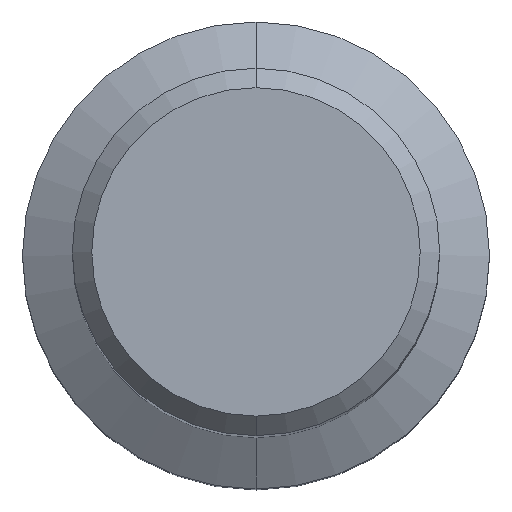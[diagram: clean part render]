
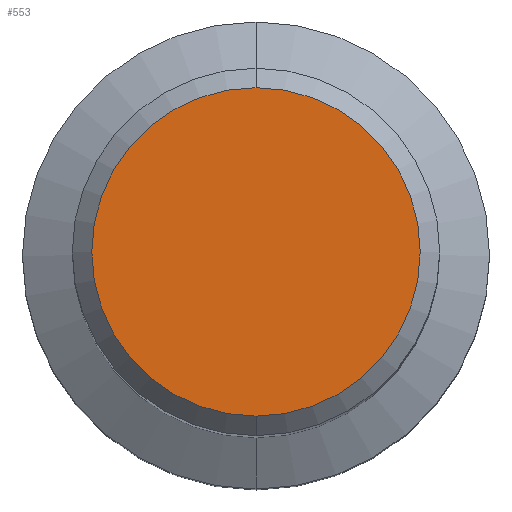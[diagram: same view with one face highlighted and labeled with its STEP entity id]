
A CAD part, top view. The second image highlights one B-rep face of the part: STEP entity #553.
In plain terms, the highlighted planar face has unit normal (0, 0, 1).
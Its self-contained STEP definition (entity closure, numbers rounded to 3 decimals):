
#219=VERTEX_POINT('',#606);
#333=EDGE_CURVE('',#461,#219,#731,.T.);
#461=VERTEX_POINT('',#871);
#509=EDGE_CURVE('',#219,#461,#923,.T.);
#553=ADVANCED_FACE('',(#975),#976,.T.);
#606=CARTESIAN_POINT('',(0.,-6.699,0.0));
#731=CIRCLE('',#1237,6.699);
#871=CARTESIAN_POINT('',(0.0,6.699,0.0));
#923=CIRCLE('',#1678,6.699);
#975=FACE_OUTER_BOUND('',#1742,.T.);
#976=PLANE('',#1743);
#1237=AXIS2_PLACEMENT_3D('',#1962,#1963,#1964);
#1678=AXIS2_PLACEMENT_3D('',#2178,#2179,#2180);
#1742=EDGE_LOOP('',(#2260,#2261));
#1743=AXIS2_PLACEMENT_3D('',#2262,#2263,#2264);
#1962=CARTESIAN_POINT('',(0.0,0.0,0.0));
#1963=DIRECTION('',(0.0,0.0,-1.0));
#1964=DIRECTION('',(0.0,1.0,0.0));
#2178=CARTESIAN_POINT('',(0.0,0.0,0.0));
#2179=DIRECTION('',(0.0,0.0,-1.0));
#2180=DIRECTION('',(0.0,1.0,0.0));
#2260=ORIENTED_EDGE('',*,*,#333,.F.);
#2261=ORIENTED_EDGE('',*,*,#509,.F.);
#2262=CARTESIAN_POINT('',(0.0,3.35,0.0));
#2263=DIRECTION('',(-0.0,0.0,1.0));
#2264=DIRECTION('',(0.0,-1.0,0.0));
